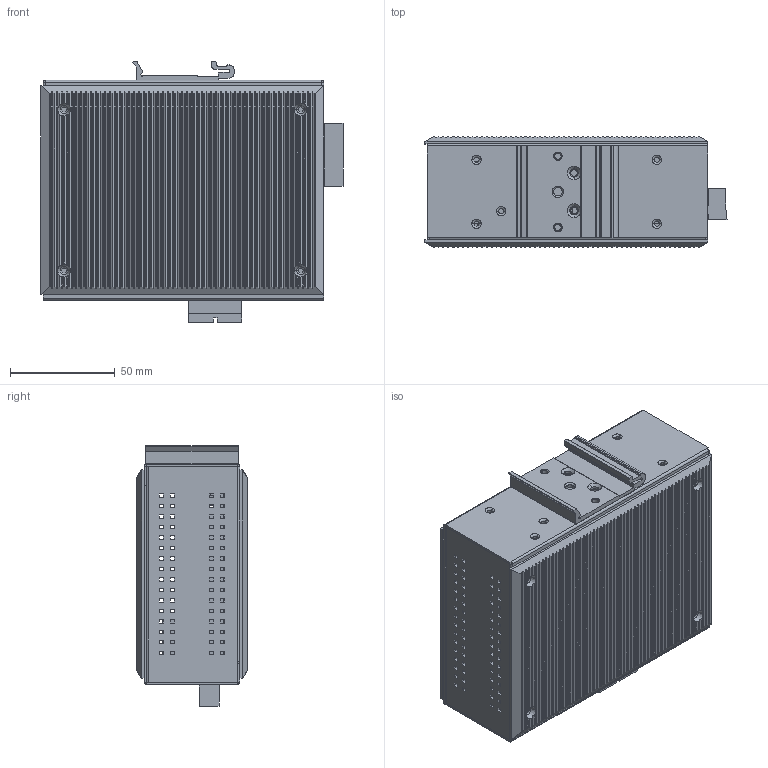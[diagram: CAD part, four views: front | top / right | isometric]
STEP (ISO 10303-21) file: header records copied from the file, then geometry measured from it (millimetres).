
FILE_DESCRIPTION((''),'2;1');
FILE_NAME('PRT0001','2012-01-19T',('Vincent_Huang'),(''),'PRO/ENGINEER BY PARAMETRIC TECHNOLOGY CORPORATION, 2004320','PRO/ENGINEER BY PARAMETRIC TECHNOLOGY CORPORATION, 2004320','');
FILE_SCHEMA(('CONFIG_CONTROL_DESIGN'));
Length unit declared in the file: millimetre
Products named in the file (1): PRT0001
Bounding box: 144.19 x 52.98 x 124.31 mm (x, y, z)
Surface area: 214025 mm2 (no closed solid volume)
Topology: 0 solids, 23 shells, 2197 faces, 5891 edges, 3838 vertices
Faces by surface type: plane 1357, cylinder 734, cone 64, torus 42
Entity records: 69011 total; most frequent: CARTESIAN_POINT 13867, ORIENTED_EDGE 11742, DIRECTION 10743, EDGE_CURVE 5881, VECTOR 4039, LINE 4039, VERTEX_POINT 3838, AXIS2_PLACEMENT_3D 3352
